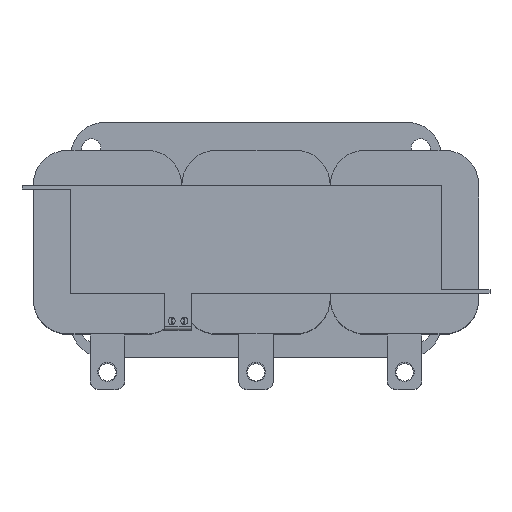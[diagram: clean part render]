
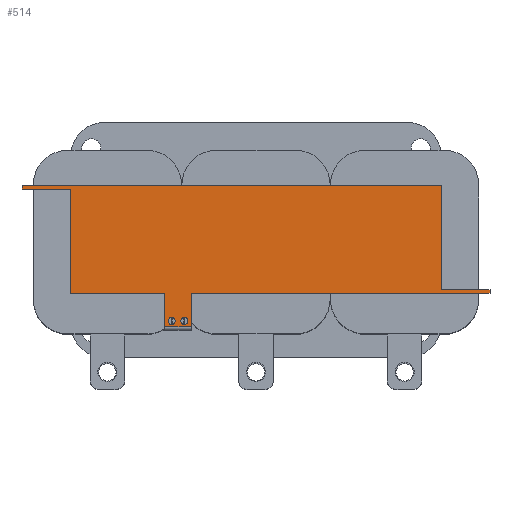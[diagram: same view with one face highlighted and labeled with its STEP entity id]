
A CAD part, top view. The second image highlights one B-rep face of the part: STEP entity #514.
In plain terms, the highlighted planar face has unit normal (0, 0, 1).
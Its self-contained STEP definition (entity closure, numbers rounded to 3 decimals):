
#208=CIRCLE('',#3520,2.05);
#209=CIRCLE('',#3522,2.05);
#514=ADVANCED_FACE('',(#722,#723,#724),#657,.T.);
#657=PLANE('',#3541);
#722=FACE_BOUND('',#900,.T.);
#723=FACE_BOUND('',#901,.T.);
#724=FACE_BOUND('',#902,.T.);
#900=EDGE_LOOP('',(#1602,#1603,#1604,#1605,#1606,#1607,#1608,#1609,#1610,
#1611,#1612,#1613));
#901=EDGE_LOOP('',(#1614));
#902=EDGE_LOOP('',(#1615));
#1602=ORIENTED_EDGE('',*,*,#2431,.F.);
#1603=ORIENTED_EDGE('',*,*,#2310,.F.);
#1604=ORIENTED_EDGE('',*,*,#2552,.F.);
#1605=ORIENTED_EDGE('',*,*,#2541,.T.);
#1606=ORIENTED_EDGE('',*,*,#2553,.F.);
#1607=ORIENTED_EDGE('',*,*,#2302,.F.);
#1608=ORIENTED_EDGE('',*,*,#2554,.T.);
#1609=ORIENTED_EDGE('',*,*,#2555,.T.);
#1610=ORIENTED_EDGE('',*,*,#2421,.F.);
#1611=ORIENTED_EDGE('',*,*,#2313,.F.);
#1612=ORIENTED_EDGE('',*,*,#2556,.F.);
#1613=ORIENTED_EDGE('',*,*,#2557,.T.);
#1614=ORIENTED_EDGE('',*,*,#2523,.F.);
#1615=ORIENTED_EDGE('',*,*,#2522,.F.);
#1985=VERTEX_POINT('',#4763);
#1986=VERTEX_POINT('',#4765);
#1991=VERTEX_POINT('',#4777);
#1992=VERTEX_POINT('',#4779);
#1994=VERTEX_POINT('',#4785);
#1995=VERTEX_POINT('',#4787);
#2068=VERTEX_POINT('',#5002);
#2075=VERTEX_POINT('',#5021);
#2122=VERTEX_POINT('',#5206);
#2123=VERTEX_POINT('',#5209);
#2132=VERTEX_POINT('',#5244);
#2134=VERTEX_POINT('',#5247);
#2140=VERTEX_POINT('',#5271);
#2141=VERTEX_POINT('',#5274);
#2302=EDGE_CURVE('',#1985,#1986,#2748,.T.);
#2310=EDGE_CURVE('',#1992,#1991,#2754,.T.);
#2313=EDGE_CURVE('',#1994,#1995,#2757,.T.);
#2421=EDGE_CURVE('',#1995,#2068,#2835,.T.);
#2431=EDGE_CURVE('',#1991,#2075,#2841,.T.);
#2522=EDGE_CURVE('',#2122,#2122,#208,.T.);
#2523=EDGE_CURVE('',#2123,#2123,#209,.T.);
#2541=EDGE_CURVE('',#2134,#2132,#2932,.T.);
#2552=EDGE_CURVE('',#2134,#1992,#2940,.T.);
#2553=EDGE_CURVE('',#1986,#2132,#2941,.T.);
#2554=EDGE_CURVE('',#1985,#2140,#2942,.T.);
#2555=EDGE_CURVE('',#2140,#2068,#2943,.T.);
#2556=EDGE_CURVE('',#2141,#1994,#2944,.T.);
#2557=EDGE_CURVE('',#2141,#2075,#2945,.T.);
#2748=LINE('',#4764,#3092);
#2754=LINE('',#4780,#3098);
#2757=LINE('',#4786,#3101);
#2835=LINE('',#5001,#3179);
#2841=LINE('',#5020,#3185);
#2932=LINE('',#5246,#3276);
#2940=LINE('',#5268,#3284);
#2941=LINE('',#5269,#3285);
#2942=LINE('',#5270,#3286);
#2943=LINE('',#5272,#3287);
#2944=LINE('',#5273,#3288);
#2945=LINE('',#5275,#3289);
#3092=VECTOR('',#3785,1.);
#3098=VECTOR('',#3797,1.);
#3101=VECTOR('',#3802,1.);
#3179=VECTOR('',#4008,1.);
#3185=VECTOR('',#4026,1.);
#3276=VECTOR('',#4269,1.);
#3284=VECTOR('',#4293,1.);
#3285=VECTOR('',#4294,1.);
#3286=VECTOR('',#4295,1.);
#3287=VECTOR('',#4296,1.);
#3288=VECTOR('',#4297,1.);
#3289=VECTOR('',#4298,1.);
#3520=AXIS2_PLACEMENT_3D('',#5205,#4227,#4228);
#3522=AXIS2_PLACEMENT_3D('',#5208,#4231,#4232);
#3541=AXIS2_PLACEMENT_3D('',#5276,#4299,#4300);
#3785=DIRECTION('',(-1.,0.,0.));
#3797=DIRECTION('',(-1.,0.,0.));
#3802=DIRECTION('',(1.,0.,0.));
#4008=DIRECTION('',(0.,-1.,0.));
#4026=DIRECTION('',(0.,1.,0.));
#4227=DIRECTION('',(0.,0.,1.));
#4228=DIRECTION('',(1.,0.,0.));
#4231=DIRECTION('',(0.,0.,1.));
#4232=DIRECTION('',(1.,0.,0.));
#4269=DIRECTION('',(1.,0.,0.));
#4293=DIRECTION('',(0.,1.,0.));
#4294=DIRECTION('',(0.,-1.,0.));
#4295=DIRECTION('',(0.,1.,0.));
#4296=DIRECTION('',(-1.,0.,0.));
#4297=DIRECTION('',(0.,1.,0.));
#4298=DIRECTION('',(1.,0.,0.));
#4299=DIRECTION('',(0.,0.,1.));
#4300=DIRECTION('',(0.,-1.,0.));
#4763=CARTESIAN_POINT('',(135.,-20.5,186.5));
#4764=CARTESIAN_POINT('',(109.6,-20.5,186.5));
#4765=CARTESIAN_POINT('',(-37.45,-20.5,186.5));
#4777=CARTESIAN_POINT('',(-107.,-20.5,186.5));
#4779=CARTESIAN_POINT('',(-52.55,-20.5,186.5));
#4780=CARTESIAN_POINT('',(109.6,-20.5,186.5));
#4785=CARTESIAN_POINT('',(-135.,41.5,186.5));
#4786=CARTESIAN_POINT('',(-130.,41.5,186.5));
#4787=CARTESIAN_POINT('',(107.,41.5,186.5));
#5001=CARTESIAN_POINT('',(107.,-16.55,186.5));
#5002=CARTESIAN_POINT('',(107.,-18.5,186.5));
#5020=CARTESIAN_POINT('',(-107.,-16.55,186.5));
#5021=CARTESIAN_POINT('',(-107.,39.5,186.5));
#5205=CARTESIAN_POINT('',(-48.7,-36.6,186.5));
#5206=CARTESIAN_POINT('',(-46.65,-36.6,186.5));
#5208=CARTESIAN_POINT('',(-41.3,-36.6,186.5));
#5209=CARTESIAN_POINT('',(-39.25,-36.6,186.5));
#5244=CARTESIAN_POINT('',(-37.45,-40.05,186.5));
#5246=CARTESIAN_POINT('',(100.,-40.05,186.5));
#5247=CARTESIAN_POINT('',(-52.55,-40.05,186.5));
#5268=CARTESIAN_POINT('',(-52.55,-33.55,186.5));
#5269=CARTESIAN_POINT('',(-37.45,-33.55,186.5));
#5270=CARTESIAN_POINT('',(135.,-20.5,186.5));
#5271=CARTESIAN_POINT('',(135.,-18.5,186.5));
#5272=CARTESIAN_POINT('',(109.6,-18.5,186.5));
#5273=CARTESIAN_POINT('',(-135.,39.5,186.5));
#5274=CARTESIAN_POINT('',(-135.,39.5,186.5));
#5275=CARTESIAN_POINT('',(-130.,39.5,186.5));
#5276=CARTESIAN_POINT('',(100.,-16.55,186.5));
